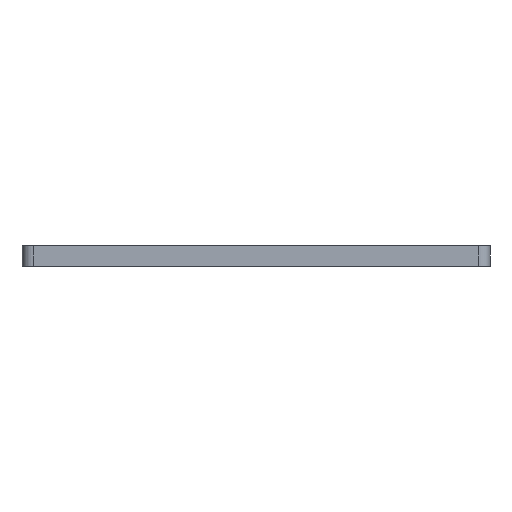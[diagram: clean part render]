
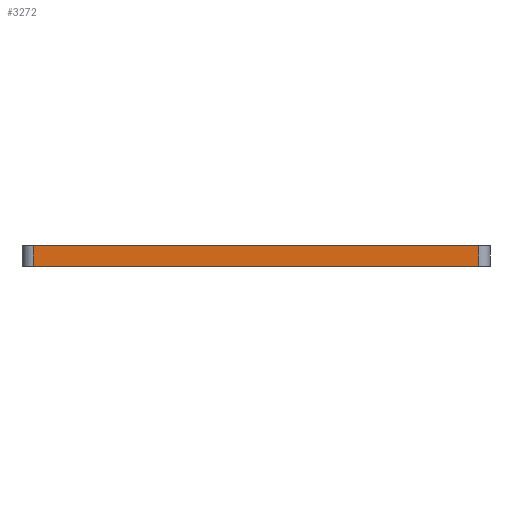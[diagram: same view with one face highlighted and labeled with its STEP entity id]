
A CAD part, front view. The second image highlights one B-rep face of the part: STEP entity #3272.
In plain terms, the highlighted planar face has unit normal (0, -1, 0).
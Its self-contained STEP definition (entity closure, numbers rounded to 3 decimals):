
#44 = DIRECTION ( 'NONE',  ( 1., 0., 0. ) ) ;
#194 = EDGE_CURVE ( 'NONE', #2053, #3847, #3311, .T. ) ;
#485 = EDGE_CURVE ( 'NONE', #2680, #2053, #2908, .T. ) ;
#532 = DIRECTION ( 'NONE',  ( 1., 0., 0. ) ) ;
#574 = DIRECTION ( 'NONE',  ( 0., 1., 0. ) ) ;
#580 = LINE ( 'NONE', #3457, #2298 ) ;
#941 = ORIENTED_EDGE ( 'NONE', *, *, #194, .F. ) ;
#1143 = VECTOR ( 'NONE', #2421, 1000. ) ;
#1395 = LINE ( 'NONE', #1733, #3512 ) ;
#1414 = CARTESIAN_POINT ( 'NONE',  ( 66.64, 0., 0. ) ) ;
#1469 = EDGE_CURVE ( 'NONE', #2680, #1927, #1395, .T. ) ;
#1618 = CARTESIAN_POINT ( 'NONE',  ( 66.64, 0., 6. ) ) ;
#1664 = EDGE_CURVE ( 'NONE', #1927, #3847, #580, .T. ) ;
#1718 = CARTESIAN_POINT ( 'NONE',  ( 66.64, 0., 6. ) ) ;
#1733 = CARTESIAN_POINT ( 'NONE',  ( -66.64, 0., 6. ) ) ;
#1835 = AXIS2_PLACEMENT_3D ( 'NONE', #2744, #574, #4026 ) ;
#1927 = VERTEX_POINT ( 'NONE', #2687 ) ;
#2049 = DIRECTION ( 'NONE',  ( 0., 0., -1. ) ) ;
#2053 = VERTEX_POINT ( 'NONE', #1618 ) ;
#2200 = ORIENTED_EDGE ( 'NONE', *, *, #1664, .T. ) ;
#2298 = VECTOR ( 'NONE', #532, 1000. ) ;
#2421 = DIRECTION ( 'NONE',  ( 0., 0., -1. ) ) ;
#2478 = EDGE_LOOP ( 'NONE', ( #2200, #941, #3271, #2790 ) ) ;
#2635 = CARTESIAN_POINT ( 'NONE',  ( -66.64, 0., 6. ) ) ;
#2680 = VERTEX_POINT ( 'NONE', #2635 ) ;
#2687 = CARTESIAN_POINT ( 'NONE',  ( -66.64, 0., 0. ) ) ;
#2744 = CARTESIAN_POINT ( 'NONE',  ( -66.64, 0., 6. ) ) ;
#2790 = ORIENTED_EDGE ( 'NONE', *, *, #1469, .T. ) ;
#2908 = LINE ( 'NONE', #2985, #3964 ) ;
#2985 = CARTESIAN_POINT ( 'NONE',  ( -66.64, 0., 6. ) ) ;
#3271 = ORIENTED_EDGE ( 'NONE', *, *, #485, .F. ) ;
#3272 = ADVANCED_FACE ( 'NONE', ( #4055 ), #3423, .F. ) ;
#3311 = LINE ( 'NONE', #1718, #1143 ) ;
#3423 = PLANE ( 'NONE',  #1835 ) ;
#3457 = CARTESIAN_POINT ( 'NONE',  ( -66.64, 0., 0. ) ) ;
#3512 = VECTOR ( 'NONE', #2049, 1000. ) ;
#3847 = VERTEX_POINT ( 'NONE', #1414 ) ;
#3964 = VECTOR ( 'NONE', #44, 1000. ) ;
#4026 = DIRECTION ( 'NONE',  ( 0., 0., 1. ) ) ;
#4055 = FACE_OUTER_BOUND ( 'NONE', #2478, .T. ) ;
